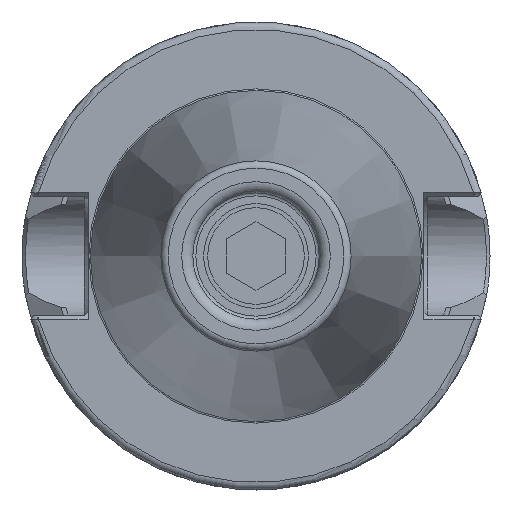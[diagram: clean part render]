
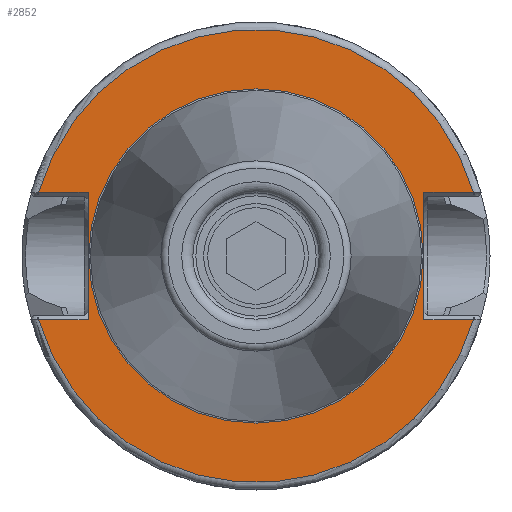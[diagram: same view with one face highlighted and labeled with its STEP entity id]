
A CAD part, left-side view. The second image highlights one B-rep face of the part: STEP entity #2852.
In plain terms, the highlighted planar face has unit normal (-1, 0, 0).
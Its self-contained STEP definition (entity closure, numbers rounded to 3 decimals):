
#201=FACE_BOUND('',#631,.T.);
#237=CIRCLE('',#3046,30.5);
#238=CIRCLE('',#3048,30.5);
#239=CIRCLE('',#3049,22.498);
#240=CIRCLE('',#3050,22.498);
#470=FACE_OUTER_BOUND('',#630,.T.);
#630=EDGE_LOOP('',(#2011,#2012,#2013,#2014,#2015,#2016,#2017,#2018));
#631=EDGE_LOOP('',(#2019,#2020));
#810=LINE('',#4270,#992);
#821=LINE('',#4297,#1003);
#828=LINE('',#4395,#1010);
#830=LINE('',#4463,#1012);
#831=LINE('',#4466,#1013);
#832=LINE('',#4467,#1014);
#992=VECTOR('',#3424,10.);
#1003=VECTOR('',#3447,10.);
#1010=VECTOR('',#3458,10.);
#1012=VECTOR('',#3476,10.);
#1013=VECTOR('',#3479,10.);
#1014=VECTOR('',#3480,10.);
#1173=VERTEX_POINT('',#4266);
#1174=VERTEX_POINT('',#4268);
#1183=VERTEX_POINT('',#4293);
#1184=VERTEX_POINT('',#4295);
#1191=VERTEX_POINT('',#4391);
#1198=VERTEX_POINT('',#4441);
#1200=VERTEX_POINT('',#4462);
#1201=VERTEX_POINT('',#4464);
#1202=VERTEX_POINT('',#4468);
#1203=VERTEX_POINT('',#4469);
#1488=EDGE_CURVE('',#1173,#1174,#810,.T.);
#1501=EDGE_CURVE('',#1183,#1184,#821,.T.);
#1511=EDGE_CURVE('',#1173,#1191,#828,.T.);
#1521=EDGE_CURVE('',#1191,#1198,#237,.T.);
#1524=EDGE_CURVE('',#1200,#1174,#830,.T.);
#1525=EDGE_CURVE('',#1201,#1200,#238,.T.);
#1526=EDGE_CURVE('',#1183,#1201,#831,.T.);
#1527=EDGE_CURVE('',#1198,#1184,#832,.T.);
#1528=EDGE_CURVE('',#1202,#1203,#239,.T.);
#1529=EDGE_CURVE('',#1203,#1202,#240,.T.);
#2011=ORIENTED_EDGE('',*,*,#1511,.F.);
#2012=ORIENTED_EDGE('',*,*,#1488,.T.);
#2013=ORIENTED_EDGE('',*,*,#1524,.F.);
#2014=ORIENTED_EDGE('',*,*,#1525,.F.);
#2015=ORIENTED_EDGE('',*,*,#1526,.F.);
#2016=ORIENTED_EDGE('',*,*,#1501,.T.);
#2017=ORIENTED_EDGE('',*,*,#1527,.F.);
#2018=ORIENTED_EDGE('',*,*,#1521,.F.);
#2019=ORIENTED_EDGE('',*,*,#1528,.T.);
#2020=ORIENTED_EDGE('',*,*,#1529,.T.);
#2768=PLANE('',#3047);
#2852=ADVANCED_FACE('',(#470,#201),#2768,.T.);
#3046=AXIS2_PLACEMENT_3D('',#4442,#3472,#3473);
#3047=AXIS2_PLACEMENT_3D('',#4461,#3474,#3475);
#3048=AXIS2_PLACEMENT_3D('',#4465,#3477,#3478);
#3049=AXIS2_PLACEMENT_3D('',#4470,#3481,#3482);
#3050=AXIS2_PLACEMENT_3D('',#4471,#3483,#3484);
#3424=DIRECTION('',(0.,0.,1.));
#3447=DIRECTION('',(0.,0.,-1.));
#3458=DIRECTION('',(0.,-1.,0.));
#3472=DIRECTION('center_axis',(1.,0.,0.));
#3473=DIRECTION('ref_axis',(0.,0.,-1.));
#3474=DIRECTION('center_axis',(-1.,0.,0.));
#3475=DIRECTION('ref_axis',(0.,0.,1.));
#3476=DIRECTION('',(0.,1.,0.));
#3477=DIRECTION('center_axis',(1.,0.,0.));
#3478=DIRECTION('ref_axis',(0.,0.,-1.));
#3479=DIRECTION('',(0.,1.,0.));
#3480=DIRECTION('',(0.,-1.,0.));
#3481=DIRECTION('center_axis',(1.,0.,0.));
#3482=DIRECTION('ref_axis',(0.,0.,-1.));
#3483=DIRECTION('center_axis',(1.,0.,0.));
#3484=DIRECTION('ref_axis',(0.,0.,-1.));
#4266=CARTESIAN_POINT('',(2.,-22.6,-8.55));
#4268=CARTESIAN_POINT('',(2.,-22.6,8.55));
#4270=CARTESIAN_POINT('',(2.,-22.6,0.));
#4293=CARTESIAN_POINT('',(2.,22.6,8.55));
#4295=CARTESIAN_POINT('',(2.,22.6,-8.55));
#4297=CARTESIAN_POINT('',(2.,22.6,0.));
#4391=CARTESIAN_POINT('',(2.,-29.277,-8.55));
#4395=CARTESIAN_POINT('',(2.,-0.5,-8.55));
#4441=CARTESIAN_POINT('',(2.,29.277,-8.55));
#4442=CARTESIAN_POINT('Origin',(2.,0.,0.));
#4461=CARTESIAN_POINT('Origin',(2.,30.5,0.));
#4462=CARTESIAN_POINT('',(2.,-29.277,8.55));
#4463=CARTESIAN_POINT('',(2.,-0.5,8.55));
#4464=CARTESIAN_POINT('',(2.,29.277,8.55));
#4465=CARTESIAN_POINT('Origin',(2.,0.,0.));
#4466=CARTESIAN_POINT('',(2.,31.,8.55));
#4467=CARTESIAN_POINT('',(2.,31.,-8.55));
#4468=CARTESIAN_POINT('',(2.,22.498,0.));
#4469=CARTESIAN_POINT('',(2.,0.,22.498));
#4470=CARTESIAN_POINT('Origin',(2.,0.,0.));
#4471=CARTESIAN_POINT('Origin',(2.,0.,0.));
